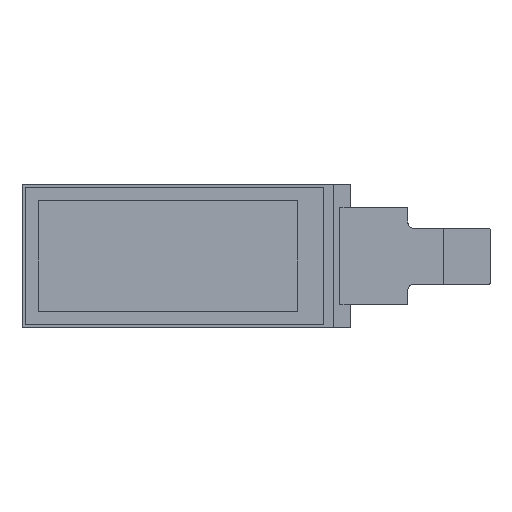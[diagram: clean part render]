
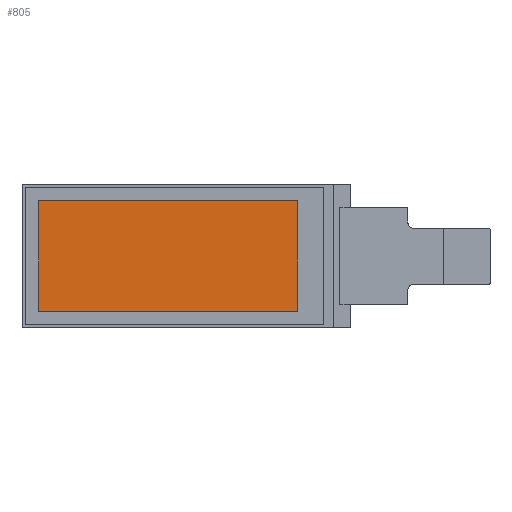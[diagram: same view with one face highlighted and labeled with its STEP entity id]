
A CAD part, top view. The second image highlights one B-rep face of the part: STEP entity #805.
In plain terms, the highlighted planar face has unit normal (0, 0, 1).
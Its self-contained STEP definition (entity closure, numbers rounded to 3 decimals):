
#53=FACE_OUTER_BOUND('',#101,.T.);
#101=EDGE_LOOP('',(#549,#550,#551,#552));
#149=LINE('',#1167,#247);
#152=LINE('',#1173,#250);
#155=LINE('',#1179,#253);
#158=LINE('',#1183,#256);
#247=VECTOR('',#937,10.);
#250=VECTOR('',#942,10.);
#253=VECTOR('',#947,10.);
#256=VECTOR('',#952,10.);
#345=VERTEX_POINT('',#1164);
#346=VERTEX_POINT('',#1166);
#348=VERTEX_POINT('',#1172);
#350=VERTEX_POINT('',#1178);
#421=EDGE_CURVE('',#346,#345,#149,.T.);
#424=EDGE_CURVE('',#348,#346,#152,.T.);
#427=EDGE_CURVE('',#350,#348,#155,.T.);
#430=EDGE_CURVE('',#345,#350,#158,.T.);
#549=ORIENTED_EDGE('',*,*,#430,.T.);
#550=ORIENTED_EDGE('',*,*,#427,.T.);
#551=ORIENTED_EDGE('',*,*,#424,.T.);
#552=ORIENTED_EDGE('',*,*,#421,.T.);
#765=PLANE('',#871);
#805=ADVANCED_FACE('',(#53),#765,.T.);
#871=AXIS2_PLACEMENT_3D('',#1184,#953,#954);
#937=DIRECTION('',(0.,-1.,0.));
#942=DIRECTION('',(-1.,0.,0.));
#947=DIRECTION('',(0.,1.,0.));
#952=DIRECTION('',(1.,0.,0.));
#953=DIRECTION('center_axis',(0.,0.,1.));
#954=DIRECTION('ref_axis',(1.,0.,0.));
#1164=CARTESIAN_POINT('',(22.,13.256,0.23));
#1166=CARTESIAN_POINT('',(22.,24.,0.23));
#1167=CARTESIAN_POINT('',(22.,13.256,0.23));
#1172=CARTESIAN_POINT('',(47.28,24.,0.23));
#1173=CARTESIAN_POINT('',(22.,24.,0.23));
#1178=CARTESIAN_POINT('',(47.28,13.256,0.23));
#1179=CARTESIAN_POINT('',(47.28,24.,0.23));
#1183=CARTESIAN_POINT('',(47.28,13.256,0.23));
#1184=CARTESIAN_POINT('Origin',(34.64,18.628,0.23));
